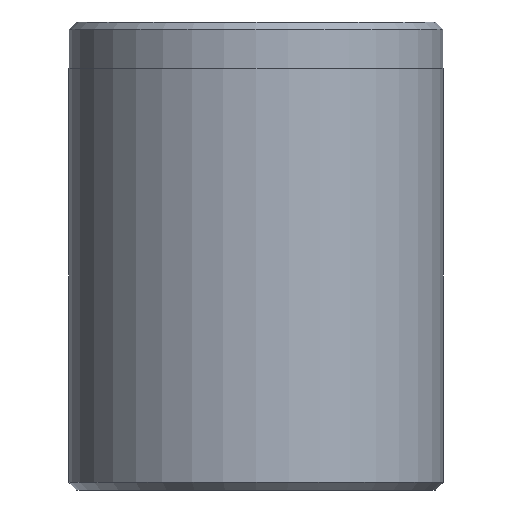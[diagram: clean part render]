
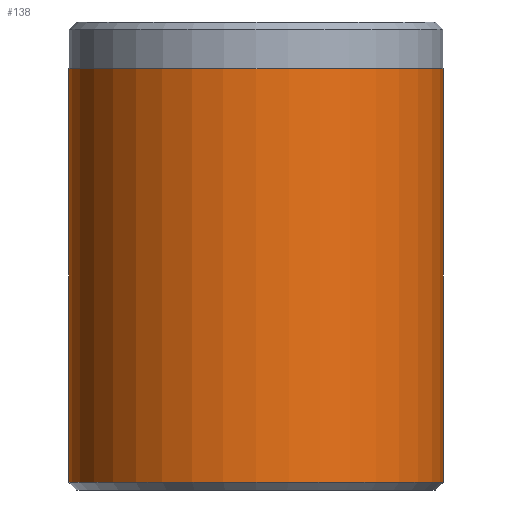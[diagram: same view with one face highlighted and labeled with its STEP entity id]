
A CAD part, front view. The second image highlights one B-rep face of the part: STEP entity #138.
In plain terms, the highlighted cylindrical face has radius 12 mm (diameter 24 mm), a partial arc.
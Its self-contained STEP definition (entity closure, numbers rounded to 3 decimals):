
#46 = AXIS2_PLACEMENT_3D ( 'NONE', #2355, #431, #804 ) ;
#58 = CIRCLE ( 'NONE', #1472, 12. ) ;
#67 = CARTESIAN_POINT ( 'NONE',  ( 12., 0., 0.5 ) ) ;
#76 = ORIENTED_EDGE ( 'NONE', *, *, #305, .F. ) ;
#138 = ADVANCED_FACE ( 'NONE', ( #1320 ), #2301, .T. ) ;
#156 = CARTESIAN_POINT ( 'NONE',  ( -12., 0., 30. ) ) ;
#174 = EDGE_CURVE ( 'NONE', #941, #1651, #223, .T. ) ;
#223 = CIRCLE ( 'NONE', #581, 12. ) ;
#305 = EDGE_CURVE ( 'NONE', #1651, #628, #2274, .T. ) ;
#392 = CARTESIAN_POINT ( 'NONE',  ( 0., 0., 0.5 ) ) ;
#424 = EDGE_LOOP ( 'NONE', ( #76, #987, #2228, #1479 ) ) ;
#431 = DIRECTION ( 'NONE',  ( 0., 0., -1. ) ) ;
#581 = AXIS2_PLACEMENT_3D ( 'NONE', #1054, #2006, #1232 ) ;
#593 = DIRECTION ( 'NONE',  ( 1., 0., 0. ) ) ;
#628 = VERTEX_POINT ( 'NONE', #67 ) ;
#804 = DIRECTION ( 'NONE',  ( -1., 0., 0. ) ) ;
#819 = VECTOR ( 'NONE', #1532, 1000. ) ;
#941 = VERTEX_POINT ( 'NONE', #1411 ) ;
#987 = ORIENTED_EDGE ( 'NONE', *, *, #174, .F. ) ;
#1054 = CARTESIAN_POINT ( 'NONE',  ( 0., 0., 27. ) ) ;
#1232 = DIRECTION ( 'NONE',  ( 1., 0., 0. ) ) ;
#1290 = VECTOR ( 'NONE', #1948, 1000. ) ;
#1320 = FACE_OUTER_BOUND ( 'NONE', #424, .T. ) ;
#1400 = VERTEX_POINT ( 'NONE', #2060 ) ;
#1411 = CARTESIAN_POINT ( 'NONE',  ( -12., 0., 27. ) ) ;
#1472 = AXIS2_PLACEMENT_3D ( 'NONE', #392, #1764, #593 ) ;
#1479 = ORIENTED_EDGE ( 'NONE', *, *, #1808, .T. ) ;
#1532 = DIRECTION ( 'NONE',  ( 0., 0., -1. ) ) ;
#1651 = VERTEX_POINT ( 'NONE', #2489 ) ;
#1764 = DIRECTION ( 'NONE',  ( 0., 0., 1. ) ) ;
#1808 = EDGE_CURVE ( 'NONE', #1400, #628, #58, .T. ) ;
#1948 = DIRECTION ( 'NONE',  ( 0., 0., -1. ) ) ;
#1956 = EDGE_CURVE ( 'NONE', #941, #1400, #2297, .T. ) ;
#2006 = DIRECTION ( 'NONE',  ( 0., 0., 1. ) ) ;
#2060 = CARTESIAN_POINT ( 'NONE',  ( -12., 0., 0.5 ) ) ;
#2228 = ORIENTED_EDGE ( 'NONE', *, *, #1956, .T. ) ;
#2274 = LINE ( 'NONE', #2422, #1290 ) ;
#2297 = LINE ( 'NONE', #156, #819 ) ;
#2301 = CYLINDRICAL_SURFACE ( 'NONE', #46, 12. ) ;
#2355 = CARTESIAN_POINT ( 'NONE',  ( 0., 0., 30. ) ) ;
#2422 = CARTESIAN_POINT ( 'NONE',  ( 12., 0., 30. ) ) ;
#2489 = CARTESIAN_POINT ( 'NONE',  ( 12., 0., 27. ) ) ;
